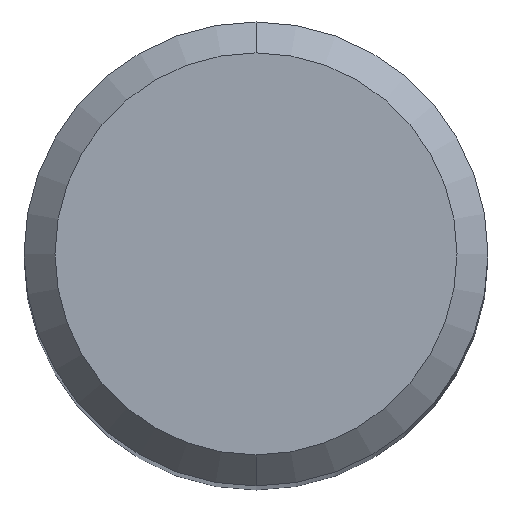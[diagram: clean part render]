
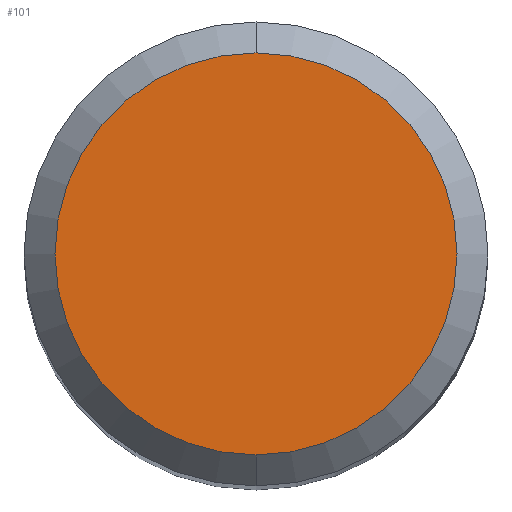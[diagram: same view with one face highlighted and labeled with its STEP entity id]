
A CAD part, top view. The second image highlights one B-rep face of the part: STEP entity #101.
In plain terms, the highlighted planar face has unit normal (0, 0, 1).
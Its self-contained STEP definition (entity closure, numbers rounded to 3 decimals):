
#101=ADVANCED_FACE('',(#253),#254,.T.);
#135=VERTEX_POINT('',#292);
#169=VERTEX_POINT('',#332);
#213=EDGE_CURVE('',#169,#135,#380,.T.);
#219=EDGE_CURVE('',#135,#169,#386,.T.);
#253=FACE_OUTER_BOUND('',#413,.T.);
#254=PLANE('',#414);
#292=CARTESIAN_POINT('',(0.0,2.6,0.0));
#332=CARTESIAN_POINT('',(0.,-2.6,0.0));
#380=CIRCLE('',#578,2.6);
#386=CIRCLE('',#585,2.6);
#413=EDGE_LOOP('',(#608,#609));
#414=AXIS2_PLACEMENT_3D('',#610,#611,#612);
#578=AXIS2_PLACEMENT_3D('',#771,#772,#773);
#585=AXIS2_PLACEMENT_3D('',#778,#779,#780);
#608=ORIENTED_EDGE('',*,*,#219,.F.);
#609=ORIENTED_EDGE('',*,*,#213,.F.);
#610=CARTESIAN_POINT('',(0.0,1.3,0.0));
#611=DIRECTION('',(-0.0,0.0,1.0));
#612=DIRECTION('',(0.0,-1.0,0.0));
#771=CARTESIAN_POINT('',(0.0,0.0,0.0));
#772=DIRECTION('',(0.0,0.0,-1.0));
#773=DIRECTION('',(0.0,1.0,0.0));
#778=CARTESIAN_POINT('',(0.0,0.0,0.0));
#779=DIRECTION('',(0.0,0.0,-1.0));
#780=DIRECTION('',(0.0,1.0,0.0));
